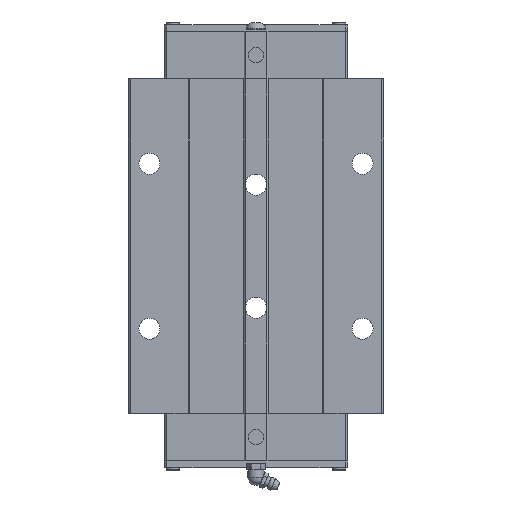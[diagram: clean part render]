
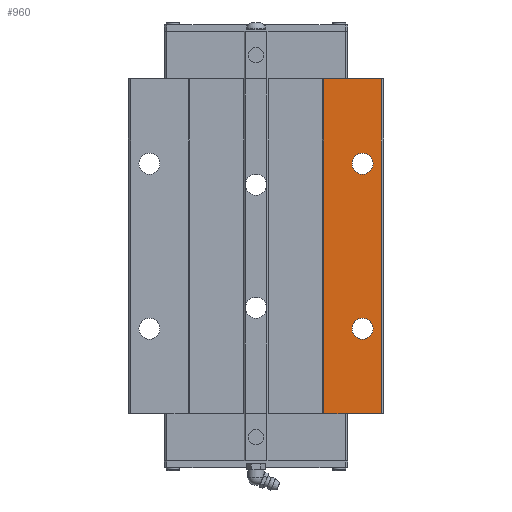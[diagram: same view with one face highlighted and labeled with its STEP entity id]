
A CAD part, top view. The second image highlights one B-rep face of the part: STEP entity #960.
In plain terms, the highlighted planar face has unit normal (0, 0, 1).
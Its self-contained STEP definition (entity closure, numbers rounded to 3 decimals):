
#960=ADVANCED_FACE('',(#1987,#1988,#1989),#1990,.T.);
#1987=FACE_OUTER_BOUND('',#3072,.T.);
#1988=FACE_BOUND('',#3073,.T.);
#1989=FACE_BOUND('',#3074,.T.);
#1990=PLANE('',#3075);
#3072=EDGE_LOOP('',(#6015,#6016,#6017,#6018));
#3073=EDGE_LOOP('',(#6019,#6020));
#3074=EDGE_LOOP('',(#6021,#6022));
#3075=AXIS2_PLACEMENT_3D('',#6023,#6024,#6025);
#6015=ORIENTED_EDGE('',*,*,#7606,.T.);
#6016=ORIENTED_EDGE('',*,*,#7534,.T.);
#6017=ORIENTED_EDGE('',*,*,#7612,.F.);
#6018=ORIENTED_EDGE('',*,*,#7590,.F.);
#6019=ORIENTED_EDGE('',*,*,#6514,.T.);
#6020=ORIENTED_EDGE('',*,*,#7613,.T.);
#6021=ORIENTED_EDGE('',*,*,#6509,.T.);
#6022=ORIENTED_EDGE('',*,*,#7614,.T.);
#6023=CARTESIAN_POINT('',(0.0,259.001,90.0));
#6024=DIRECTION('',(0.0,0.0,1.0));
#6025=DIRECTION('',(-1.0,0.0,-0.0));
#6509=EDGE_CURVE('',#7792,#7798,#7800,.T.);
#6514=EDGE_CURVE('',#7803,#7807,#7809,.T.);
#7534=EDGE_CURVE('',#9324,#9322,#9325,.T.);
#7590=EDGE_CURVE('',#9414,#9416,#9417,.T.);
#7606=EDGE_CURVE('',#9414,#9324,#9437,.T.);
#7612=EDGE_CURVE('',#9416,#9322,#9443,.T.);
#7613=EDGE_CURVE('',#7807,#7803,#9444,.T.);
#7614=EDGE_CURVE('',#7798,#7792,#9445,.T.);
#7792=VERTEX_POINT('',#9670);
#7798=VERTEX_POINT('',#9677);
#7800=CIRCLE('',#9680,7.0);
#7803=VERTEX_POINT('',#9683);
#7807=VERTEX_POINT('',#9688);
#7809=CIRCLE('',#9691,7.0);
#9322=VERTEX_POINT('',#12176);
#9324=VERTEX_POINT('',#12179);
#9325=LINE('',#12180,#12181);
#9414=VERTEX_POINT('',#12313);
#9416=VERTEX_POINT('',#12316);
#9417=LINE('',#12317,#12318);
#9437=LINE('',#12348,#12349);
#9443=LINE('',#12357,#12358);
#9444=CIRCLE('',#12359,7.0);
#9445=CIRCLE('',#12360,7.0);
#9670=CARTESIAN_POINT('',(78.0,92.501,90.0));
#9677=CARTESIAN_POINT('',(64.0,92.501,90.0));
#9680=AXIS2_PLACEMENT_3D('',#12636,#12637,#12638);
#9683=CARTESIAN_POINT('',(78.0,202.501,90.0));
#9688=CARTESIAN_POINT('',(64.0,202.501,90.0));
#9691=AXIS2_PLACEMENT_3D('',#12644,#12645,#12646);
#12176=CARTESIAN_POINT('',(83.5,36.001,90.0));
#12179=CARTESIAN_POINT('',(45.25,36.001,90.0));
#12180=CARTESIAN_POINT('',(-83.5,36.001,90.0));
#12181=VECTOR('',#13740,1.0);
#12313=CARTESIAN_POINT('',(45.25,259.001,90.0));
#12316=CARTESIAN_POINT('',(83.5,259.001,90.0));
#12317=CARTESIAN_POINT('',(-83.5,259.001,90.0));
#12318=VECTOR('',#13797,1.0);
#12348=CARTESIAN_POINT('',(45.25,314.751,90.0));
#12349=VECTOR('',#13808,1.0);
#12357=CARTESIAN_POINT('',(83.5,259.001,90.0));
#12358=VECTOR('',#13811,1.0);
#12359=AXIS2_PLACEMENT_3D('',#13812,#13813,#13814);
#12360=AXIS2_PLACEMENT_3D('',#13815,#13816,#13817);
#12636=CARTESIAN_POINT('',(71.0,92.501,90.0));
#12637=DIRECTION('',(0.0,0.0,-1.0));
#12638=DIRECTION('',(1.0,0.0,0.0));
#12644=CARTESIAN_POINT('',(71.0,202.501,90.0));
#12645=DIRECTION('',(0.0,0.0,-1.0));
#12646=DIRECTION('',(1.0,0.0,0.0));
#13740=DIRECTION('',(1.0,0.0,0.0));
#13797=DIRECTION('',(1.0,0.0,0.0));
#13808=DIRECTION('',(0.0,-1.0,0.0));
#13811=DIRECTION('',(0.0,-1.0,0.0));
#13812=CARTESIAN_POINT('',(71.0,202.501,90.0));
#13813=DIRECTION('',(0.0,0.0,-1.0));
#13814=DIRECTION('',(1.0,0.0,0.0));
#13815=CARTESIAN_POINT('',(71.0,92.501,90.0));
#13816=DIRECTION('',(0.0,0.0,-1.0));
#13817=DIRECTION('',(1.0,0.0,0.0));
